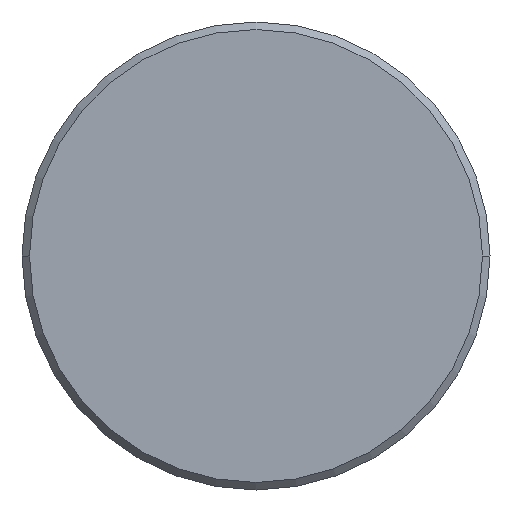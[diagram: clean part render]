
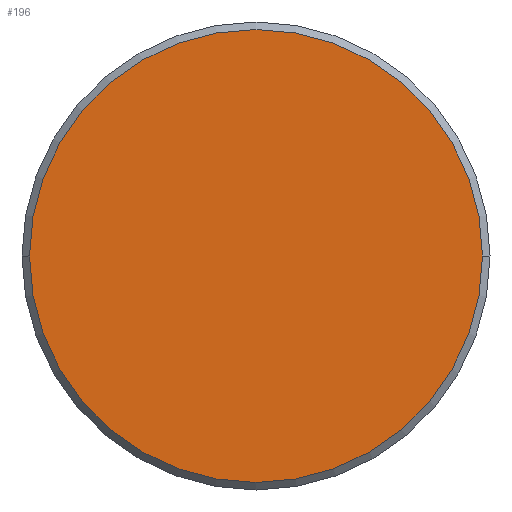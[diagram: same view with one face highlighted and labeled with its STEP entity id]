
A CAD part, left-side view. The second image highlights one B-rep face of the part: STEP entity #196.
In plain terms, the highlighted planar face has unit normal (-1, 0, 0).
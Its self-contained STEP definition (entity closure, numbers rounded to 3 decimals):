
#173=CARTESIAN_POINT('Axis2P3D Location',(0.,0.,0.)) ;
#178=CARTESIAN_POINT('Axis2P3D Location',(0.,0.,0.)) ;
#182=CARTESIAN_POINT('Vertex',(0.,-15.,0.)) ;
#184=CARTESIAN_POINT('Vertex',(0.,15.,0.)) ;
#187=CARTESIAN_POINT('Axis2P3D Location',(0.,0.,0.)) ;
#174=DIRECTION('Axis2P3D Direction',(1.,0.,0.)) ;
#175=DIRECTION('Axis2P3D XDirection',(0.,1.,0.)) ;
#179=DIRECTION('Axis2P3D Direction',(1.,0.,0.)) ;
#188=DIRECTION('Axis2P3D Direction',(1.,0.,0.)) ;
#176=AXIS2_PLACEMENT_3D('Plane Axis2P3D',#173,#174,#175) ;
#180=AXIS2_PLACEMENT_3D('Circle Axis2P3D',#178,#179,$) ;
#189=AXIS2_PLACEMENT_3D('Circle Axis2P3D',#187,#188,$) ;
#193=ORIENTED_EDGE('',*,*,#186,.F.) ;
#194=ORIENTED_EDGE('',*,*,#191,.F.) ;
#196=ADVANCED_FACE('PartBody',(#195),#177,.F.) ;
#181=CIRCLE('generated circle',#180,15.) ;
#190=CIRCLE('generated circle',#189,15.) ;
#186=EDGE_CURVE('',#183,#185,#181,.T.) ;
#191=EDGE_CURVE('',#185,#183,#190,.T.) ;
#192=EDGE_LOOP('',(#193,#194)) ;
#195=FACE_OUTER_BOUND('',#192,.T.) ;
#177=PLANE('',#176) ;
#183=VERTEX_POINT('',#182) ;
#185=VERTEX_POINT('',#184) ;
